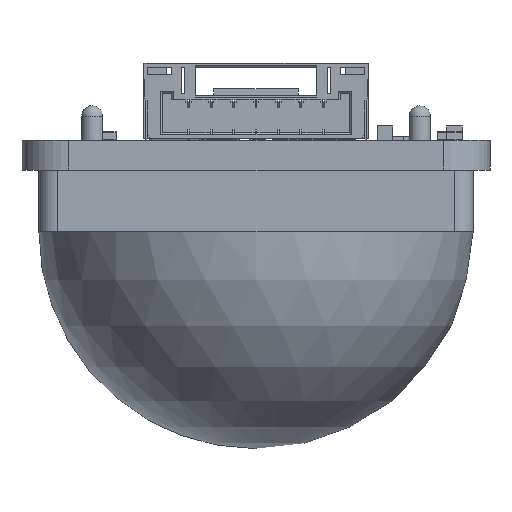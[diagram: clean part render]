
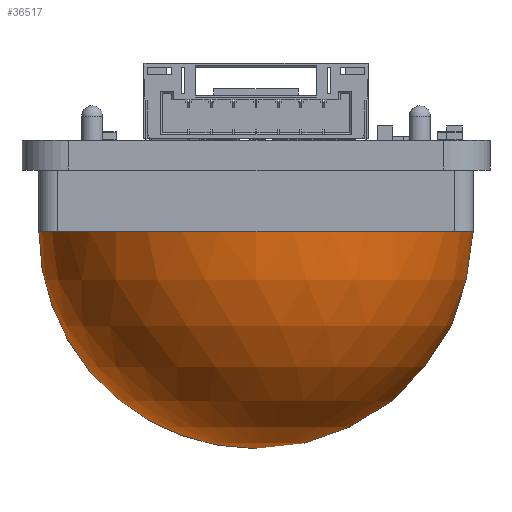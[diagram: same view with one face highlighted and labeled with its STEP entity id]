
A CAD part, left-side view. The second image highlights one B-rep face of the part: STEP entity #36517.
In plain terms, the highlighted spherical face has radius 11.6 mm.
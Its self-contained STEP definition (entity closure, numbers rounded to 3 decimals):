
#35926 = VERTEX_POINT('',#35927);
#35927 = CARTESIAN_POINT('',(11.6,0.,-4.88));
#36153 = VERTEX_POINT('',#36154);
#36154 = CARTESIAN_POINT('',(0.,-11.6,-4.88));
#36160 = EDGE_CURVE('',#35926,#36153,#36161,.T.);
#36161 = CIRCLE('',#36162,11.6);
#36162 = AXIS2_PLACEMENT_3D('',#36163,#36164,#36165);
#36163 = CARTESIAN_POINT('',(0.,0.,
    -4.88));
#36164 = DIRECTION('',(0.,0.,-1.));
#36165 = DIRECTION('',(0.,1.,0.));
#36176 = EDGE_CURVE('',#36177,#35926,#36179,.T.);
#36177 = VERTEX_POINT('',#36178);
#36178 = CARTESIAN_POINT('',(0.,11.6,-4.88));
#36179 = CIRCLE('',#36180,11.6);
#36180 = AXIS2_PLACEMENT_3D('',#36181,#36182,#36183);
#36181 = CARTESIAN_POINT('',(0.,0.,
    -4.88));
#36182 = DIRECTION('',(0.,0.,-1.));
#36183 = DIRECTION('',(0.,1.,0.));
#36303 = VERTEX_POINT('',#36304);
#36304 = CARTESIAN_POINT('',(-11.6,0.,-4.88));
#36517 = ADVANCED_FACE('',(#36518),#36546,.T.);
#36518 = FACE_BOUND('',#36519,.T.);
#36519 = EDGE_LOOP('',(#36520,#36527,#36536,#36537,#36538,#36539));
#36520 = ORIENTED_EDGE('',*,*,#36521,.T.);
#36521 = EDGE_CURVE('',#36303,#36177,#36522,.T.);
#36522 = CIRCLE('',#36523,11.6);
#36523 = AXIS2_PLACEMENT_3D('',#36524,#36525,#36526);
#36524 = CARTESIAN_POINT('',(0.,0.,
    -4.88));
#36525 = DIRECTION('',(0.,0.,-1.));
#36526 = DIRECTION('',(0.,1.,0.));
#36527 = ORIENTED_EDGE('',*,*,#36528,.T.);
#36528 = EDGE_CURVE('',#36177,#36529,#36531,.T.);
#36529 = VERTEX_POINT('',#36530);
#36530 = CARTESIAN_POINT('',(0.,0.,
    -16.48));
#36531 = CIRCLE('',#36532,11.6);
#36532 = AXIS2_PLACEMENT_3D('',#36533,#36534,#36535);
#36533 = CARTESIAN_POINT('',(0.,0.,
    -4.88));
#36534 = DIRECTION('',(-1.,0.,0.));
#36535 = DIRECTION('',(0.,1.,0.));
#36536 = ORIENTED_EDGE('',*,*,#36528,.F.);
#36537 = ORIENTED_EDGE('',*,*,#36176,.T.);
#36538 = ORIENTED_EDGE('',*,*,#36160,.T.);
#36539 = ORIENTED_EDGE('',*,*,#36540,.T.);
#36540 = EDGE_CURVE('',#36153,#36303,#36541,.T.);
#36541 = CIRCLE('',#36542,11.6);
#36542 = AXIS2_PLACEMENT_3D('',#36543,#36544,#36545);
#36543 = CARTESIAN_POINT('',(0.,0.,
    -4.88));
#36544 = DIRECTION('',(0.,0.,-1.));
#36545 = DIRECTION('',(0.,1.,0.));
#36546 = SPHERICAL_SURFACE('',#36547,11.6);
#36547 = AXIS2_PLACEMENT_3D('',#36548,#36549,#36550);
#36548 = CARTESIAN_POINT('',(0.,0.,
    -4.88));
#36549 = DIRECTION('',(0.,0.,-1.));
#36550 = DIRECTION('',(0.,1.,0.));
